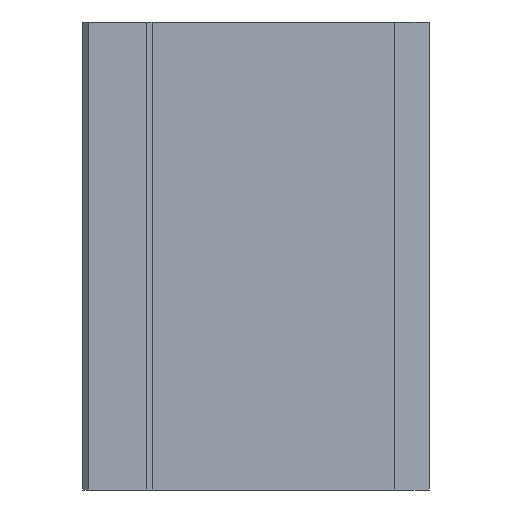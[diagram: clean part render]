
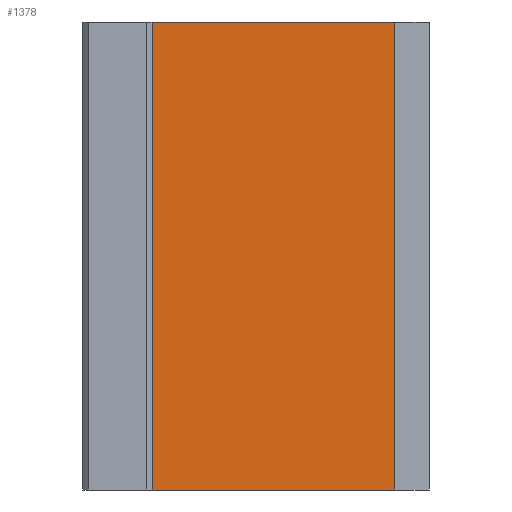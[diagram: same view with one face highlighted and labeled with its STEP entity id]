
A CAD part, left-side view. The second image highlights one B-rep face of the part: STEP entity #1378.
In plain terms, the highlighted planar face has unit normal (-1, 0, 0).
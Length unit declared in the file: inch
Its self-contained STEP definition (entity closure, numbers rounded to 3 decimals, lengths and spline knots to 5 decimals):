
#17 = DIRECTION ( 'NONE',  ( 0., 1., 0. ) ) ;
#48 = DIRECTION ( 'NONE',  ( 0., 0., 1. ) ) ;
#64 = EDGE_CURVE ( 'NONE', #590, #1245, #830, .T. ) ;
#103 = VECTOR ( 'NONE', #201, 39.37008 ) ;
#140 = LINE ( 'NONE', #787, #609 ) ;
#201 = DIRECTION ( 'NONE',  ( 0., 0., -1. ) ) ;
#206 = EDGE_CURVE ( 'NONE', #640, #889, #1186, .T. ) ;
#215 = PLANE ( 'NONE',  #968 ) ;
#291 = CARTESIAN_POINT ( 'NONE',  ( -0.6876, -0.43819, -1.68819 ) ) ;
#431 = ORIENTED_EDGE ( 'NONE', *, *, #868, .T. ) ;
#463 = DIRECTION ( 'NONE',  ( 0., -1., 0. ) ) ;
#590 = VERTEX_POINT ( 'NONE', #997 ) ;
#609 = VECTOR ( 'NONE', #463, 39.37008 ) ;
#623 = CARTESIAN_POINT ( 'NONE',  ( -0.6876, 0.43701, -1.68819 ) ) ;
#640 = VERTEX_POINT ( 'NONE', #1242 ) ;
#753 = ORIENTED_EDGE ( 'NONE', *, *, #961, .T. ) ;
#767 = LINE ( 'NONE', #994, #1345 ) ;
#787 = CARTESIAN_POINT ( 'NONE',  ( -0.6876, -0.43819, -1.68819 ) ) ;
#830 = LINE ( 'NONE', #291, #970 ) ;
#868 = EDGE_CURVE ( 'NONE', #889, #590, #140, .T. ) ;
#889 = VERTEX_POINT ( 'NONE', #893 ) ;
#893 = CARTESIAN_POINT ( 'NONE',  ( -0.6876, 0.43701, -1.68819 ) ) ;
#961 = EDGE_CURVE ( 'NONE', #1245, #640, #767, .T. ) ;
#968 = AXIS2_PLACEMENT_3D ( 'NONE', #1209, #1220, #1423 ) ;
#970 = VECTOR ( 'NONE', #48, 39.37008 ) ;
#994 = CARTESIAN_POINT ( 'NONE',  ( -0.6876, -0.43819, 0. ) ) ;
#997 = CARTESIAN_POINT ( 'NONE',  ( -0.6876, -0.43819, -1.68819 ) ) ;
#1065 = ORIENTED_EDGE ( 'NONE', *, *, #64, .T. ) ;
#1110 = FACE_OUTER_BOUND ( 'NONE', #1183, .T. ) ;
#1183 = EDGE_LOOP ( 'NONE', ( #753, #1282, #431, #1065 ) ) ;
#1186 = LINE ( 'NONE', #623, #103 ) ;
#1209 = CARTESIAN_POINT ( 'NONE',  ( -0.6876, -0.43819, -1.68819 ) ) ;
#1220 = DIRECTION ( 'NONE',  ( -1., 0., 0. ) ) ;
#1242 = CARTESIAN_POINT ( 'NONE',  ( -0.6876, 0.43701, 0. ) ) ;
#1245 = VERTEX_POINT ( 'NONE', #1270 ) ;
#1270 = CARTESIAN_POINT ( 'NONE',  ( -0.6876, -0.43819, 0. ) ) ;
#1282 = ORIENTED_EDGE ( 'NONE', *, *, #206, .T. ) ;
#1345 = VECTOR ( 'NONE', #17, 39.37008 ) ;
#1378 = ADVANCED_FACE ( 'NONE', ( #1110 ), #215, .T. ) ;
#1423 = DIRECTION ( 'NONE',  ( 0., 0., 1. ) ) ;
